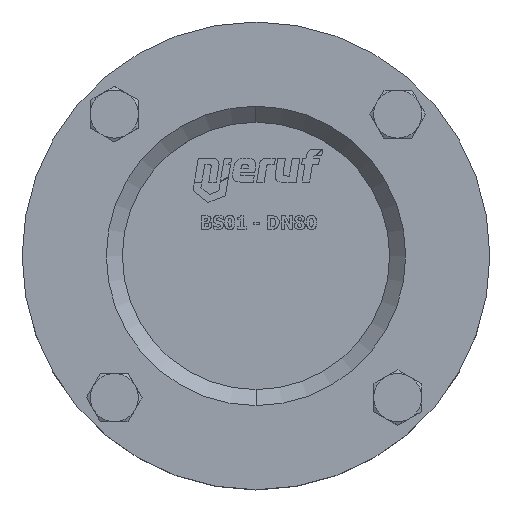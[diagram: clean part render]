
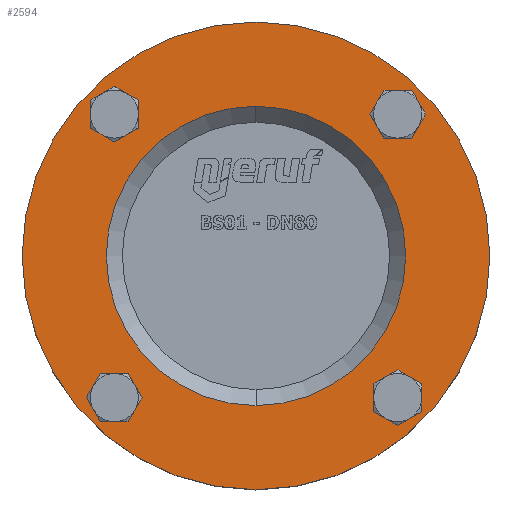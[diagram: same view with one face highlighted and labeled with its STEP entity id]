
A CAD part, top view. The second image highlights one B-rep face of the part: STEP entity #2594.
In plain terms, the highlighted planar face has unit normal (0, 0, 1).
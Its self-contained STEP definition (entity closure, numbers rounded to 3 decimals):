
#90 = CIRCLE ( 'NONE', #797, 87.5 ) ;
#249 = DIRECTION ( 'NONE',  ( 0., 0., 1. ) ) ;
#311 = EDGE_CURVE ( 'NONE', #1823, #10882, #9412, .T. ) ;
#331 = CARTESIAN_POINT ( 'NONE',  ( 59.533, 53.033, 14. ) ) ;
#592 = DIRECTION ( 'NONE',  ( 0., 0., 1. ) ) ;
#797 = AXIS2_PLACEMENT_3D ( 'NONE', #5975, #7170, #10479 ) ;
#839 = VERTEX_POINT ( 'NONE', #6229 ) ;
#878 = CIRCLE ( 'NONE', #3459, 87.5 ) ;
#1131 = CARTESIAN_POINT ( 'NONE',  ( -53.033, -53.033, 14. ) ) ;
#1299 = CARTESIAN_POINT ( 'NONE',  ( 53.033, 53.033, 14. ) ) ;
#1443 = CIRCLE ( 'NONE', #4491, 6.5 ) ;
#1574 = EDGE_CURVE ( 'NONE', #8013, #5220, #1443, .T. ) ;
#1726 = EDGE_CURVE ( 'NONE', #5220, #8013, #2381, .T. ) ;
#1786 = CARTESIAN_POINT ( 'NONE',  ( -53.033, 53.033, 14. ) ) ;
#1810 = ORIENTED_EDGE ( 'NONE', *, *, #13862, .T. ) ;
#1823 = VERTEX_POINT ( 'NONE', #6592 ) ;
#1850 = EDGE_CURVE ( 'NONE', #10278, #839, #7994, .T. ) ;
#1862 = PLANE ( 'NONE',  #11542 ) ;
#1873 = EDGE_LOOP ( 'NONE', ( #6986, #1810 ) ) ;
#1992 = CARTESIAN_POINT ( 'NONE',  ( 0., 0., 14. ) ) ;
#2146 = FACE_OUTER_BOUND ( 'NONE', #10313, .T. ) ;
#2381 = CIRCLE ( 'NONE', #14371, 6.5 ) ;
#2441 = EDGE_CURVE ( 'NONE', #839, #10278, #8708, .T. ) ;
#2569 = CIRCLE ( 'NONE', #13848, 56. ) ;
#2594 = ADVANCED_FACE ( 'NONE', ( #7524, #13175, #11935, #7601, #14223, #2146 ), #1862, .T. ) ;
#2897 = VERTEX_POINT ( 'NONE', #5818 ) ;
#2925 = EDGE_LOOP ( 'NONE', ( #12462, #4080 ) ) ;
#3065 = EDGE_LOOP ( 'NONE', ( #3467, #10552 ) ) ;
#3112 = CARTESIAN_POINT ( 'NONE',  ( 0., 0., 14. ) ) ;
#3219 = EDGE_CURVE ( 'NONE', #9319, #3623, #12088, .T. ) ;
#3459 = AXIS2_PLACEMENT_3D ( 'NONE', #3112, #5470, #5546 ) ;
#3467 = ORIENTED_EDGE ( 'NONE', *, *, #1850, .F. ) ;
#3576 = AXIS2_PLACEMENT_3D ( 'NONE', #7481, #6239, #9784 ) ;
#3623 = VERTEX_POINT ( 'NONE', #4104 ) ;
#4080 = ORIENTED_EDGE ( 'NONE', *, *, #1726, .F. ) ;
#4104 = CARTESIAN_POINT ( 'NONE',  ( 59.533, -53.033, 14. ) ) ;
#4300 = VERTEX_POINT ( 'NONE', #13620 ) ;
#4396 = EDGE_CURVE ( 'NONE', #7338, #10588, #90, .T. ) ;
#4491 = AXIS2_PLACEMENT_3D ( 'NONE', #1299, #5796, #10285 ) ;
#4939 = CIRCLE ( 'NONE', #13858, 6.5 ) ;
#5159 = DIRECTION ( 'NONE',  ( 0., 0., 1. ) ) ;
#5220 = VERTEX_POINT ( 'NONE', #14049 ) ;
#5331 = DIRECTION ( 'NONE',  ( 1., 0., 0. ) ) ;
#5404 = CARTESIAN_POINT ( 'NONE',  ( -53.033, -53.033, 14. ) ) ;
#5456 = EDGE_LOOP ( 'NONE', ( #13213, #6535 ) ) ;
#5470 = DIRECTION ( 'NONE',  ( 0., 0., -1. ) ) ;
#5491 = ORIENTED_EDGE ( 'NONE', *, *, #311, .F. ) ;
#5546 = DIRECTION ( 'NONE',  ( -1., 0., 0. ) ) ;
#5778 = CARTESIAN_POINT ( 'NONE',  ( 53.033, -53.033, 14. ) ) ;
#5796 = DIRECTION ( 'NONE',  ( 0., 0., 1. ) ) ;
#5818 = CARTESIAN_POINT ( 'NONE',  ( 56., 0., 14. ) ) ;
#5919 = DIRECTION ( 'NONE',  ( 1., 0., 0. ) ) ;
#5975 = CARTESIAN_POINT ( 'NONE',  ( 0., 0., 14. ) ) ;
#6001 = DIRECTION ( 'NONE',  ( 1., 0., 0. ) ) ;
#6229 = CARTESIAN_POINT ( 'NONE',  ( -59.533, -53.033, 14. ) ) ;
#6239 = DIRECTION ( 'NONE',  ( 0., 0., 1. ) ) ;
#6353 = DIRECTION ( 'NONE',  ( 1., 0., 0. ) ) ;
#6523 = EDGE_CURVE ( 'NONE', #2897, #4300, #13959, .T. ) ;
#6535 = ORIENTED_EDGE ( 'NONE', *, *, #3219, .F. ) ;
#6577 = DIRECTION ( 'NONE',  ( 0., 0., -1. ) ) ;
#6592 = CARTESIAN_POINT ( 'NONE',  ( -59.533, 53.033, 14. ) ) ;
#6646 = DIRECTION ( 'NONE',  ( 0., 0., 1. ) ) ;
#6703 = DIRECTION ( 'NONE',  ( 0., 0., -1. ) ) ;
#6803 = ORIENTED_EDGE ( 'NONE', *, *, #10818, .F. ) ;
#6986 = ORIENTED_EDGE ( 'NONE', *, *, #6523, .T. ) ;
#7170 = DIRECTION ( 'NONE',  ( 0., 0., -1. ) ) ;
#7338 = VERTEX_POINT ( 'NONE', #11339 ) ;
#7413 = ORIENTED_EDGE ( 'NONE', *, *, #13126, .F. ) ;
#7481 = CARTESIAN_POINT ( 'NONE',  ( 53.033, -53.033, 14. ) ) ;
#7524 = FACE_BOUND ( 'NONE', #3065, .T. ) ;
#7530 = AXIS2_PLACEMENT_3D ( 'NONE', #1131, #249, #5919 ) ;
#7601 = FACE_BOUND ( 'NONE', #10446, .T. ) ;
#7994 = CIRCLE ( 'NONE', #10596, 6.5 ) ;
#8013 = VERTEX_POINT ( 'NONE', #331 ) ;
#8049 = CIRCLE ( 'NONE', #3576, 6.5 ) ;
#8708 = CIRCLE ( 'NONE', #7530, 6.5 ) ;
#8965 = CARTESIAN_POINT ( 'NONE',  ( 87.5, 0., 14. ) ) ;
#9196 = EDGE_CURVE ( 'NONE', #3623, #9319, #8049, .T. ) ;
#9263 = CARTESIAN_POINT ( 'NONE',  ( 46.533, -53.033, 14. ) ) ;
#9319 = VERTEX_POINT ( 'NONE', #9263 ) ;
#9412 = CIRCLE ( 'NONE', #9881, 6.5 ) ;
#9784 = DIRECTION ( 'NONE',  ( 1., 0., 0. ) ) ;
#9881 = AXIS2_PLACEMENT_3D ( 'NONE', #1786, #11930, #6353 ) ;
#9897 = DIRECTION ( 'NONE',  ( 1., 0., 0. ) ) ;
#10189 = AXIS2_PLACEMENT_3D ( 'NONE', #5778, #5159, #6001 ) ;
#10225 = CARTESIAN_POINT ( 'NONE',  ( -46.533, -53.033, 14. ) ) ;
#10278 = VERTEX_POINT ( 'NONE', #10225 ) ;
#10285 = DIRECTION ( 'NONE',  ( 1., 0., 0. ) ) ;
#10313 = EDGE_LOOP ( 'NONE', ( #12222, #6803 ) ) ;
#10446 = EDGE_LOOP ( 'NONE', ( #7413, #5491 ) ) ;
#10479 = DIRECTION ( 'NONE',  ( -1., 0., 0. ) ) ;
#10552 = ORIENTED_EDGE ( 'NONE', *, *, #2441, .F. ) ;
#10588 = VERTEX_POINT ( 'NONE', #8965 ) ;
#10596 = AXIS2_PLACEMENT_3D ( 'NONE', #5404, #13188, #5331 ) ;
#10657 = DIRECTION ( 'NONE',  ( 1., 0., 0. ) ) ;
#10818 = EDGE_CURVE ( 'NONE', #10588, #7338, #878, .T. ) ;
#10882 = VERTEX_POINT ( 'NONE', #11141 ) ;
#10967 = DIRECTION ( 'NONE',  ( -1., 0., 0. ) ) ;
#11054 = CARTESIAN_POINT ( 'NONE',  ( 0., 56., 14. ) ) ;
#11141 = CARTESIAN_POINT ( 'NONE',  ( -46.533, 53.033, 14. ) ) ;
#11339 = CARTESIAN_POINT ( 'NONE',  ( -87.5, 0., 14. ) ) ;
#11542 = AXIS2_PLACEMENT_3D ( 'NONE', #11054, #6646, #9897 ) ;
#11819 = CARTESIAN_POINT ( 'NONE',  ( 53.033, 53.033, 14. ) ) ;
#11930 = DIRECTION ( 'NONE',  ( 0., 0., 1. ) ) ;
#11935 = FACE_BOUND ( 'NONE', #2925, .T. ) ;
#12088 = CIRCLE ( 'NONE', #10189, 6.5 ) ;
#12222 = ORIENTED_EDGE ( 'NONE', *, *, #4396, .F. ) ;
#12298 = AXIS2_PLACEMENT_3D ( 'NONE', #14150, #6577, #14296 ) ;
#12462 = ORIENTED_EDGE ( 'NONE', *, *, #1574, .F. ) ;
#12568 = CARTESIAN_POINT ( 'NONE',  ( -53.033, 53.033, 14. ) ) ;
#12935 = DIRECTION ( 'NONE',  ( 1., 0., 0. ) ) ;
#13126 = EDGE_CURVE ( 'NONE', #10882, #1823, #4939, .T. ) ;
#13175 = FACE_BOUND ( 'NONE', #5456, .T. ) ;
#13188 = DIRECTION ( 'NONE',  ( 0., 0., 1. ) ) ;
#13213 = ORIENTED_EDGE ( 'NONE', *, *, #9196, .F. ) ;
#13620 = CARTESIAN_POINT ( 'NONE',  ( -56., 0., 14. ) ) ;
#13848 = AXIS2_PLACEMENT_3D ( 'NONE', #1992, #6703, #10967 ) ;
#13858 = AXIS2_PLACEMENT_3D ( 'NONE', #12568, #592, #12935 ) ;
#13862 = EDGE_CURVE ( 'NONE', #4300, #2897, #2569, .T. ) ;
#13959 = CIRCLE ( 'NONE', #12298, 56. ) ;
#14049 = CARTESIAN_POINT ( 'NONE',  ( 46.533, 53.033, 14. ) ) ;
#14150 = CARTESIAN_POINT ( 'NONE',  ( 0., 0., 14. ) ) ;
#14167 = DIRECTION ( 'NONE',  ( 0., 0., 1. ) ) ;
#14223 = FACE_BOUND ( 'NONE', #1873, .T. ) ;
#14296 = DIRECTION ( 'NONE',  ( -1., 0., 0. ) ) ;
#14371 = AXIS2_PLACEMENT_3D ( 'NONE', #11819, #14167, #10657 ) ;
